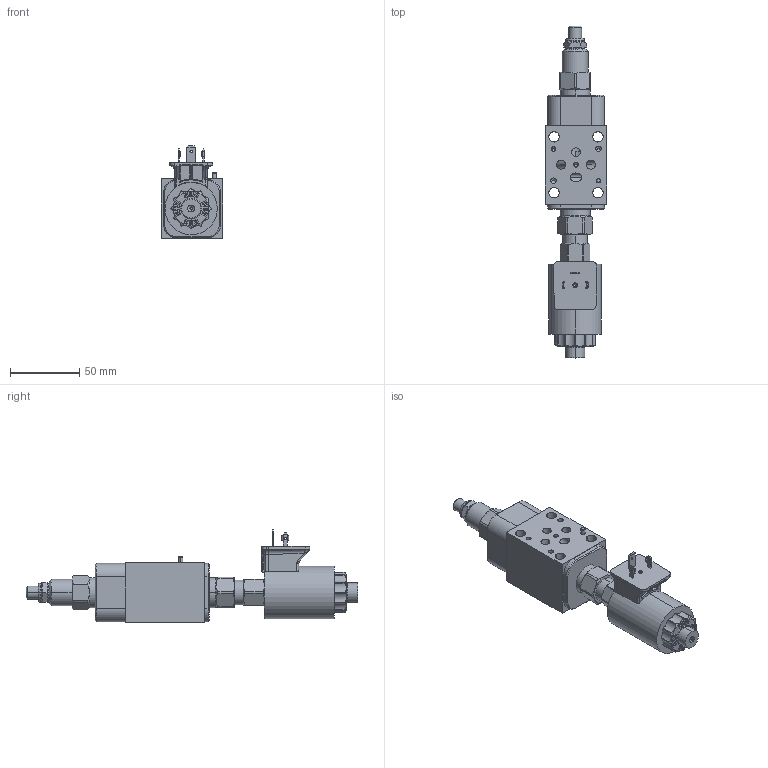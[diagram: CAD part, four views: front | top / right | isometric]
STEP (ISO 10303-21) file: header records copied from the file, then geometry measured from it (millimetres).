
FILE_DESCRIPTION((''),'2;1');
FILE_NAME('X4CNLCNFA224_ASM','2020-04-09T',('ProEService'),(''),'PRO/ENGINEER BY PARAMETRIC TECHNOLOGY CORPORATION, 2014200','PRO/ENGINEER BY PARAMETRIC TECHNOLOGY CORPORATION, 2014200','');
FILE_SCHEMA(('CONFIG_CONTROL_DESIGN'));
Length unit declared in the file: inch
Products named in the file (8): 158-069; DFCA8DN; DTAFMHN224; NFCCLCN; 811-001-006; 500-001-012; 700-002; X4CNLCNFA224_ASM
Assembly tree (7 placements, depth 2):
  X4CNLCNFA224_ASM
    158-069
    DFCA8DN
    DTAFMHN224
    NFCCLCN
    811-001-006
    500-001-012
    700-002
Bounding box: 44.45 x 240.48 x 67.16 mm (x, y, z)
Volume: 229790.2 mm3; surface area: 82101.6 mm2
Topology: 8 solids, 11 shells, 1290 faces, 3745 edges, 2778 vertices
Faces by surface type: cylinder 475, plane 413, cone 233, torus 92, bspline 42, revolution 18, sphere 17
Entity records: 49381 total; most frequent: CARTESIAN_POINT 16245, DIRECTION 6867, ORIENTED_EDGE 6120, EDGE_CURVE 3060, AXIS2_PLACEMENT_3D 2428, VECTOR 1993, LINE 1993, VERTEX_POINT 1884
